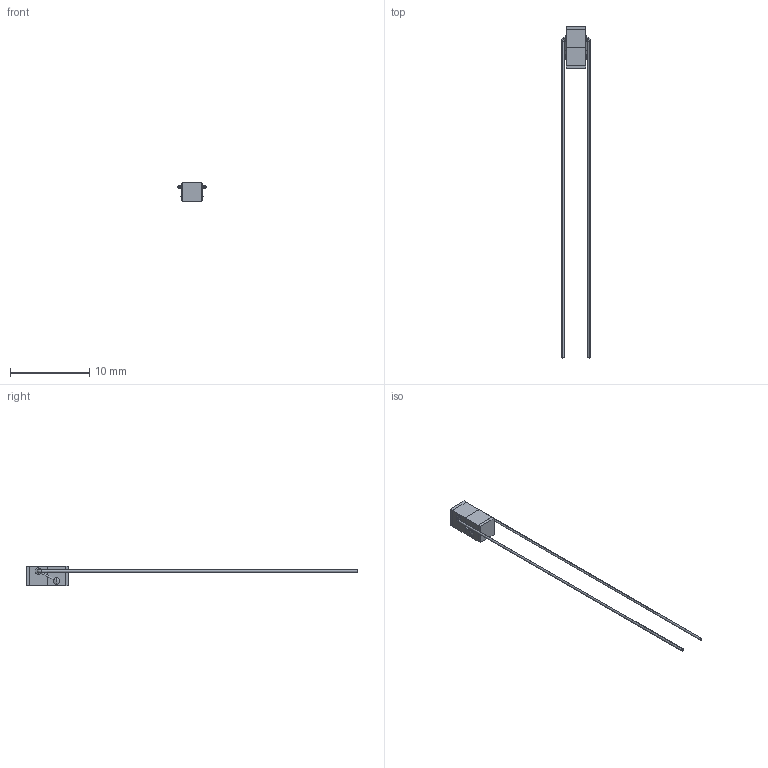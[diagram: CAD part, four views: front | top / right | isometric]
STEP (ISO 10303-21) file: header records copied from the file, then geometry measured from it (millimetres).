
FILE_DESCRIPTION (( 'STEP AP214' ), '1' );
FILE_NAME ('PK4DLP2.STEP', '2015-03-12T09:26:55', ( '' ), ( '' ), 'SwSTEP 2.0', 'SolidWorks 2014', '' );
FILE_SCHEMA (( 'AUTOMOTIVE_DESIGN' ));
Length unit declared in the file: millimetre
Products named in the file (1): PK4DLP2
Bounding box: 3.63 x 42.02 x 2.5 mm (x, y, z)
Volume: 39.6 mm3; surface area: 181.5 mm2
Topology: 3 solids, 3 shells, 58 faces, 142 edges, 88 vertices
Faces by surface type: plane 26, cylinder 16, bspline 8, sphere 8
Entity records: 2841 total; most frequent: CARTESIAN_POINT 1126, ORIENTED_EDGE 284, DIRECTION 234, EDGE_CURVE 142, VERTEX_POINT 88, AXIS2_PLACEMENT_3D 81, VECTOR 72, LINE 72
